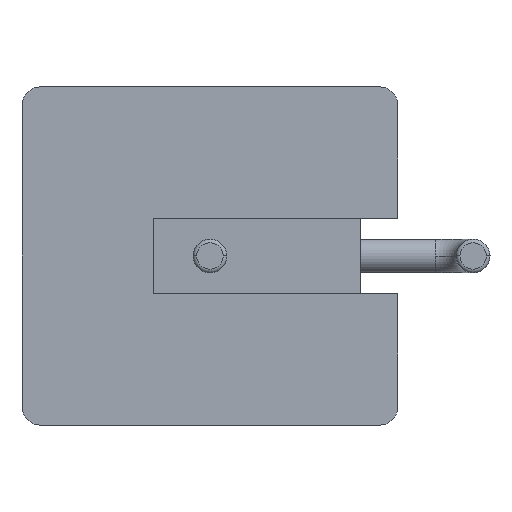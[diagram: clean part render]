
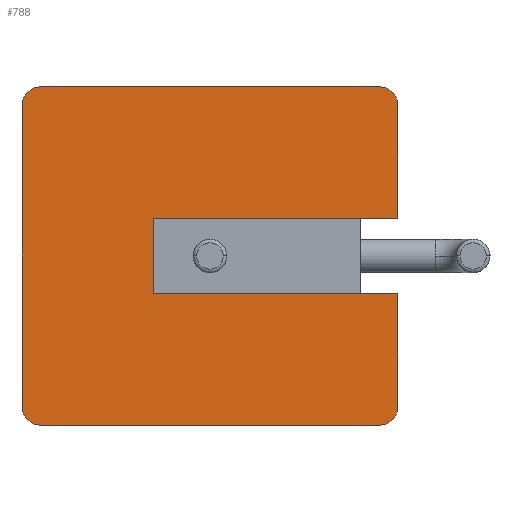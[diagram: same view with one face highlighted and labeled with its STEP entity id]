
A CAD part, left-side view. The second image highlights one B-rep face of the part: STEP entity #788.
In plain terms, the highlighted planar face has unit normal (-1, 0, 0).
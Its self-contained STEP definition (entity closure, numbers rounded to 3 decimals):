
#159 = VERTEX_POINT ( 'NONE', #1498 ) ;
#161 = CARTESIAN_POINT ( 'NONE',  ( 0., -9.5, 9. ) ) ;
#178 = DIRECTION ( 'NONE',  ( -1., 0., 0. ) ) ;
#202 = CARTESIAN_POINT ( 'NONE',  ( 0., -3.5, 3.5 ) ) ;
#207 = VECTOR ( 'NONE', #415, 1000. ) ;
#221 = LINE ( 'NONE', #1673, #721 ) ;
#232 = ORIENTED_EDGE ( 'NONE', *, *, #1547, .T. ) ;
#257 = ORIENTED_EDGE ( 'NONE', *, *, #263, .F. ) ;
#263 = EDGE_CURVE ( 'NONE', #1097, #1323, #221, .T. ) ;
#264 = VECTOR ( 'NONE', #1144, 1000. ) ;
#268 = DIRECTION ( 'NONE',  ( 0., 1., 0. ) ) ;
#306 = CARTESIAN_POINT ( 'NONE',  ( 0., -0.5, 8.5 ) ) ;
#309 = CARTESIAN_POINT ( 'NONE',  ( 0., 0., 8.5 ) ) ;
#327 = AXIS2_PLACEMENT_3D ( 'NONE', #502, #468, #627 ) ;
#341 = LINE ( 'NONE', #202, #1000 ) ;
#349 = VECTOR ( 'NONE', #1516, 1000. ) ;
#355 = EDGE_CURVE ( 'NONE', #1022, #1130, #1197, .T. ) ;
#370 = ORIENTED_EDGE ( 'NONE', *, *, #1475, .F. ) ;
#399 = CARTESIAN_POINT ( 'NONE',  ( 0., -0.5, 9. ) ) ;
#406 = CARTESIAN_POINT ( 'NONE',  ( 0., -0.5, 0. ) ) ;
#415 = DIRECTION ( 'NONE',  ( 0., 0., -1. ) ) ;
#439 = AXIS2_PLACEMENT_3D ( 'NONE', #761, #1136, #738 ) ;
#441 = CARTESIAN_POINT ( 'NONE',  ( 0., -9.5, 0. ) ) ;
#468 = DIRECTION ( 'NONE',  ( -1., 0., 0. ) ) ;
#469 = DIRECTION ( 'NONE',  ( 0., 1., 0. ) ) ;
#473 = VERTEX_POINT ( 'NONE', #1687 ) ;
#498 = EDGE_CURVE ( 'NONE', #159, #626, #341, .T. ) ;
#502 = CARTESIAN_POINT ( 'NONE',  ( 0., -0.5, 0.5 ) ) ;
#515 = ORIENTED_EDGE ( 'NONE', *, *, #355, .T. ) ;
#599 = VERTEX_POINT ( 'NONE', #161 ) ;
#612 = CARTESIAN_POINT ( 'NONE',  ( 0., 0., 0. ) ) ;
#617 = LINE ( 'NONE', #1435, #1166 ) ;
#621 = EDGE_CURVE ( 'NONE', #1130, #1152, #956, .T. ) ;
#623 = ORIENTED_EDGE ( 'NONE', *, *, #621, .T. ) ;
#626 = VERTEX_POINT ( 'NONE', #1483 ) ;
#627 = DIRECTION ( 'NONE',  ( 0., 1., 0. ) ) ;
#677 = CARTESIAN_POINT ( 'NONE',  ( 0., 0., 9. ) ) ;
#721 = VECTOR ( 'NONE', #469, 1000. ) ;
#738 = DIRECTION ( 'NONE',  ( 0., 1., 0. ) ) ;
#753 = LINE ( 'NONE', #612, #264 ) ;
#761 = CARTESIAN_POINT ( 'NONE',  ( 0., -9.5, 8.5 ) ) ;
#777 = CARTESIAN_POINT ( 'NONE',  ( 0., -10., 9. ) ) ;
#788 = ADVANCED_FACE ( 'NONE', ( #1187 ), #1731, .F. ) ;
#894 = DIRECTION ( 'NONE',  ( 0., 0., -1. ) ) ;
#898 = CARTESIAN_POINT ( 'NONE',  ( 0., -3.5, 5.5 ) ) ;
#918 = EDGE_CURVE ( 'NONE', #1323, #159, #948, .T. ) ;
#931 = DIRECTION ( 'NONE',  ( 1., 0., 0. ) ) ;
#932 = ORIENTED_EDGE ( 'NONE', *, *, #1153, .T. ) ;
#948 = LINE ( 'NONE', #1624, #999 ) ;
#956 = LINE ( 'NONE', #1617, #207 ) ;
#990 = LINE ( 'NONE', #1677, #349 ) ;
#999 = VECTOR ( 'NONE', #1727, 1000. ) ;
#1000 = VECTOR ( 'NONE', #1670, 1000. ) ;
#1022 = VERTEX_POINT ( 'NONE', #399 ) ;
#1031 = AXIS2_PLACEMENT_3D ( 'NONE', #306, #178, #1199 ) ;
#1039 = EDGE_LOOP ( 'NONE', ( #1255, #1464, #1536, #257, #370, #1355, #1588, #515, #623, #232, #932, #1557 ) ) ;
#1056 = CIRCLE ( 'NONE', #327, 0.5 ) ;
#1097 = VERTEX_POINT ( 'NONE', #1481 ) ;
#1110 = CIRCLE ( 'NONE', #439, 0.5 ) ;
#1130 = VERTEX_POINT ( 'NONE', #309 ) ;
#1136 = DIRECTION ( 'NONE',  ( -1., 0., 0. ) ) ;
#1144 = DIRECTION ( 'NONE',  ( 0., -1., 0. ) ) ;
#1152 = VERTEX_POINT ( 'NONE', #1652 ) ;
#1153 = EDGE_CURVE ( 'NONE', #1692, #1430, #753, .T. ) ;
#1166 = VECTOR ( 'NONE', #894, 1000. ) ;
#1175 = EDGE_CURVE ( 'NONE', #473, #599, #1110, .T. ) ;
#1176 = EDGE_CURVE ( 'NONE', #1022, #599, #990, .T. ) ;
#1187 = FACE_OUTER_BOUND ( 'NONE', #1039, .T. ) ;
#1197 = CIRCLE ( 'NONE', #1031, 0.5 ) ;
#1199 = DIRECTION ( 'NONE',  ( 0., 1., 0. ) ) ;
#1223 = DIRECTION ( 'NONE',  ( 0., 1., 0. ) ) ;
#1255 = ORIENTED_EDGE ( 'NONE', *, *, #1258, .F. ) ;
#1258 = EDGE_CURVE ( 'NONE', #626, #1453, #1691, .T. ) ;
#1323 = VERTEX_POINT ( 'NONE', #898 ) ;
#1355 = ORIENTED_EDGE ( 'NONE', *, *, #1175, .T. ) ;
#1364 = EDGE_CURVE ( 'NONE', #1430, #1453, #1651, .T. ) ;
#1373 = CARTESIAN_POINT ( 'NONE',  ( 0., -10., 0.5 ) ) ;
#1426 = AXIS2_PLACEMENT_3D ( 'NONE', #1528, #1635, #1223 ) ;
#1430 = VERTEX_POINT ( 'NONE', #441 ) ;
#1435 = CARTESIAN_POINT ( 'NONE',  ( 0., -10., 9. ) ) ;
#1453 = VERTEX_POINT ( 'NONE', #1373 ) ;
#1464 = ORIENTED_EDGE ( 'NONE', *, *, #498, .F. ) ;
#1475 = EDGE_CURVE ( 'NONE', #473, #1097, #617, .T. ) ;
#1481 = CARTESIAN_POINT ( 'NONE',  ( 0., -10., 5.5 ) ) ;
#1483 = CARTESIAN_POINT ( 'NONE',  ( 0., -10., 3.5 ) ) ;
#1498 = CARTESIAN_POINT ( 'NONE',  ( 0., -3.5, 3.5 ) ) ;
#1516 = DIRECTION ( 'NONE',  ( 0., -1., 0. ) ) ;
#1526 = AXIS2_PLACEMENT_3D ( 'NONE', #677, #931, #268 ) ;
#1528 = CARTESIAN_POINT ( 'NONE',  ( 0., -9.5, 0.5 ) ) ;
#1536 = ORIENTED_EDGE ( 'NONE', *, *, #918, .F. ) ;
#1547 = EDGE_CURVE ( 'NONE', #1152, #1692, #1056, .T. ) ;
#1555 = VECTOR ( 'NONE', #1708, 1000. ) ;
#1557 = ORIENTED_EDGE ( 'NONE', *, *, #1364, .T. ) ;
#1588 = ORIENTED_EDGE ( 'NONE', *, *, #1176, .F. ) ;
#1617 = CARTESIAN_POINT ( 'NONE',  ( 0., 0., 9. ) ) ;
#1624 = CARTESIAN_POINT ( 'NONE',  ( 0., -3.5, 5.5 ) ) ;
#1635 = DIRECTION ( 'NONE',  ( -1., 0., 0. ) ) ;
#1651 = CIRCLE ( 'NONE', #1426, 0.5 ) ;
#1652 = CARTESIAN_POINT ( 'NONE',  ( 0., 0., 0.5 ) ) ;
#1670 = DIRECTION ( 'NONE',  ( 0., -1., 0. ) ) ;
#1673 = CARTESIAN_POINT ( 'NONE',  ( 0., -10., 5.5 ) ) ;
#1677 = CARTESIAN_POINT ( 'NONE',  ( 0., 0., 9. ) ) ;
#1687 = CARTESIAN_POINT ( 'NONE',  ( 0., -10., 8.5 ) ) ;
#1691 = LINE ( 'NONE', #777, #1555 ) ;
#1692 = VERTEX_POINT ( 'NONE', #406 ) ;
#1708 = DIRECTION ( 'NONE',  ( 0., 0., -1. ) ) ;
#1727 = DIRECTION ( 'NONE',  ( 0., 0., -1. ) ) ;
#1731 = PLANE ( 'NONE',  #1526 ) ;
